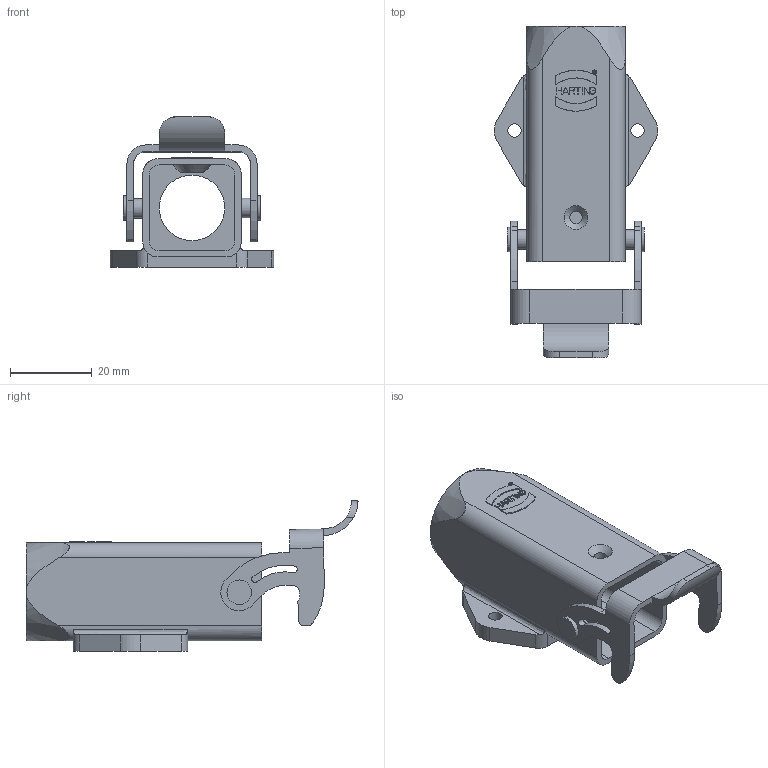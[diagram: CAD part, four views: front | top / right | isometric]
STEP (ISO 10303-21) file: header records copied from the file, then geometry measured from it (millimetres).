
FILE_DESCRIPTION(/* description */ (''),/* implementation_level */ '2;1');
FILE_NAME(/* name */ '100095032ugm000_c.stp',/* time_stamp */ '2019-03-25T16:42:59+01:00',/* author */ (''),/* organization */ (''),/* preprocessor_version */ 'ST-DEVELOPER v16.7',/* originating_system */ 'SIEMENS PLM Software NX 12.0',/* authorisation */ '');
FILE_SCHEMA (('AUTOMOTIVE_DESIGN { 1 0 10303 214 3 1 1 1 }'));
Length unit declared in the file: millimetre
Products named in the file (1): 100095032ugm000_c
Bounding box: 40 x 81.11 x 36.74 mm (x, y, z)
Volume: 14052.4 mm3; surface area: 13658.2 mm2
Topology: 2 solids, 2 shells, 231 faces, 611 edges, 405 vertices
Faces by surface type: plane 147, cylinder 75, cone 7, bspline 2
Full cylindrical faces by diameter (mm): 0.95 x1, 1.05 x1, 3 x1, 3.3 x2, 4.8 x2, 5 x2, 6 x2, 16 x1, 20 x1
Entity records: 8374 total; most frequent: CARTESIAN_POINT 1732, ORIENTED_EDGE 1186, DIRECTION 1143, EDGE_CURVE 593, VERTEX_POINT 402, LINE 397, VECTOR 397, AXIS2_PLACEMENT_3D 373
